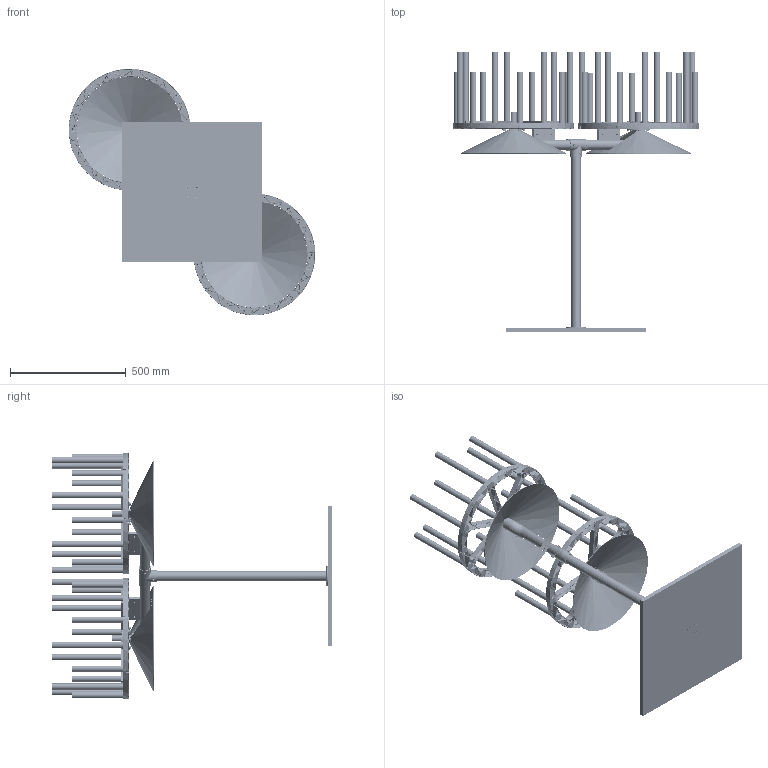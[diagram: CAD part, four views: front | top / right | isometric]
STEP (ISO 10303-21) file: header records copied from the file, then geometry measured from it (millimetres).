
FILE_DESCRIPTION (( 'STEP AP203' ), '1' );
FILE_NAME ('am-3375CG Center Goal Assembly.STEP', '2016-09-06T18:36:36', ( '' ), ( '' ), 'SwSTEP 2.0', 'SolidWorks 2014', '' );
FILE_SCHEMA (( 'CONFIG_CONTROL_DESIGN' ));
Length unit declared in the file: inch
Products named in the file (26): Ice Pick Rev2-3; PVC Reducer 0.75in to 1.75in, Formufit F11434R-WH; PVC Fitting 1 1-4in Tee - Mcm 4880K440_4880K44; OSFG High pole; 1 1-4in PVC center stand; PVC Fitting 1 1-4in 90elbow - Mcm 4880K240_4880K24; OSFG Low pole; 750 Wood base plate; 1.25in PVC x 30000; Ice Pick P1 Center Ring; Chin Up Bar Anchor; 1.25in PVC x 13250; thin cone; 750 x 24000 steel pipe; Hybrid goal pole 5750; flat washer type a narrow_ai_Preferred Narrow FW 0.19; 1in Donut; 14-20 x 375 Tee Nut_90975A055; anti rotate typeC2; 10-32x1500_shcs_HX-SHCS 0.19-32x1.375x1-C; 14-20 x 1000 FH Phillips Screw_91500A542; 10-32x2250_shcs_HX-SHCS 0.19-32x1.375x1-C; Production Goal Basket; Stationary Base; 10-32 Nylock Jam Nut_90633A411; am-3375CG Center Goal Assembly
Assembly tree (90 placements, depth 3):
  am-3375CG Center Goal Assembly
    1 1-4in PVC center stand
      PVC Fitting 1 1-4in Tee - Mcm 4880K440_4880K44
      PVC Fitting 1 1-4in 90elbow - Mcm 4880K240_4880K24  x2
      1.25in PVC x 30000
      1.25in PVC x 13250  x2
      Hybrid goal pole 5750  x2
      anti rotate typeC2  x2
      10-32x2250_shcs_HX-SHCS 0.19-32x1.375x1-C  x5
      10-32 Nylock Jam Nut_90633A411  x5
      PVC Reducer 0.75in to 1.75in, Formufit F11434R-WH  x2
    Stationary Base
      750 Wood base plate
      Chin Up Bar Anchor
      750 x 24000 steel pipe
      1in Donut
      14-20 x 375 Tee Nut_90975A055  x4
      14-20 x 1000 FH Phillips Screw_91500A542  x4
    Production Goal Basket  x2
      Ice Pick Rev2-3
      OSFG High pole
      OSFG Low pole
      Ice Pick P1 Center Ring
      thin cone
      flat washer type a narrow_ai_Preferred Narrow FW 0.19
      10-32x1500_shcs_HX-SHCS 0.19-32x1.375x1-C
      10-32 Nylock Jam Nut_90633A411
Bounding box: 1064.19 x 1211.79 x 1064.19 mm (x, y, z)
Volume: 12127568.1 mm3; surface area: 4714202.5 mm2
Topology: 157 solids, 157 shells, 10334 faces, 24137 edges, 14167 vertices
Faces by surface type: torus 3048, cylinder 2490, cone 2335, plane 1839, bspline 454, sphere 168
Entity records: 46490 total; most frequent: CARTESIAN_POINT 16260, DIRECTION 5677, ORIENTED_EDGE 5300, EDGE_CURVE 2650, AXIS2_PLACEMENT_3D 2366, VERTEX_POINT 1617, CIRCLE 1220, EDGE_LOOP 1201
